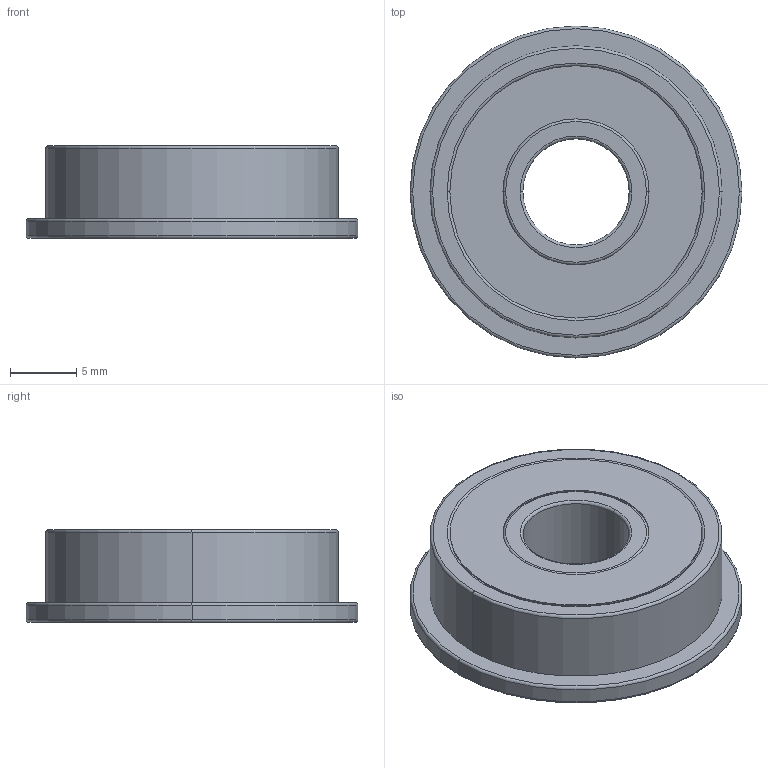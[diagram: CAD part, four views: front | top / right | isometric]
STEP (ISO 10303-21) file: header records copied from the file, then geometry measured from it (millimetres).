
FILE_DESCRIPTION (( 'STEP AP214' ), '1' );
FILE_NAME ('Bearing F608Z.STEP', '2015-10-26T08:07:26', ( '' ), ( '' ), 'SwSTEP 2.0', 'SolidWorks 2015', '' );
FILE_SCHEMA (( 'AUTOMOTIVE_DESIGN' ));
Length unit declared in the file: millimetre
Products named in the file (1): Bearing F608Z
Bounding box: 25 x 25 x 7 mm (x, y, z)
Volume: 2471.2 mm3; surface area: 2834.6 mm2
Topology: 3 solids, 3 shells, 39 faces, 78 edges, 46 vertices
Faces by surface type: torus 18, cylinder 14, plane 7
Entity records: 1096 total; most frequent: DIRECTION 222, CARTESIAN_POINT 164, ORIENTED_EDGE 156, AXIS2_PLACEMENT_3D 104, EDGE_CURVE 78, CIRCLE 64, EDGE_LOOP 46, VERTEX_POINT 46
